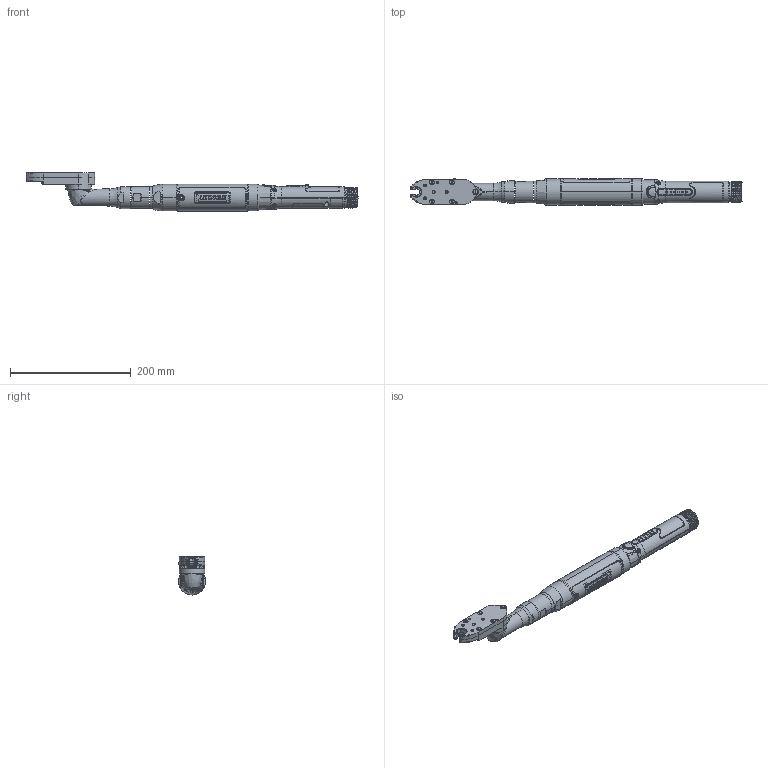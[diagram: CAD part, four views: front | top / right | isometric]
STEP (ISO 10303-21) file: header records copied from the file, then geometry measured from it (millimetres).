
FILE_DESCRIPTION((''),'2;1');
FILE_NAME('EB33LT349-25','2019-04-29T16:52:44',('CEG0317'),(''),'CREO PARAMETRIC BY PTC INC, 2017380','CREO PARAMETRIC BY PTC INC, 2017380','');
FILE_SCHEMA(('CONFIG_CONTROL_DESIGN'));
Products named in the file (1): EB33LT349-25
Bounding box: 550.34 x 45.57 x 63 mm (x, y, z)
Surface area: 119288.9 mm2 (no closed solid volume)
Topology: 0 solids, 164 shells, 974 faces, 4483 edges, 3562 vertices
Faces by surface type: cylinder 271, plane 259, bspline 240, cone 100, torus 71, extrusion 25, sphere 8
Entity records: 68263 total; most frequent: CARTESIAN_POINT 36986, ORIENTED_EDGE 5972, DIRECTION 5237, EDGE_CURVE 4475, VERTEX_POINT 3562, AXIS2_PLACEMENT_3D 1839, B_SPLINE_CURVE_WITH_KNOTS 1836, VECTOR 1559
